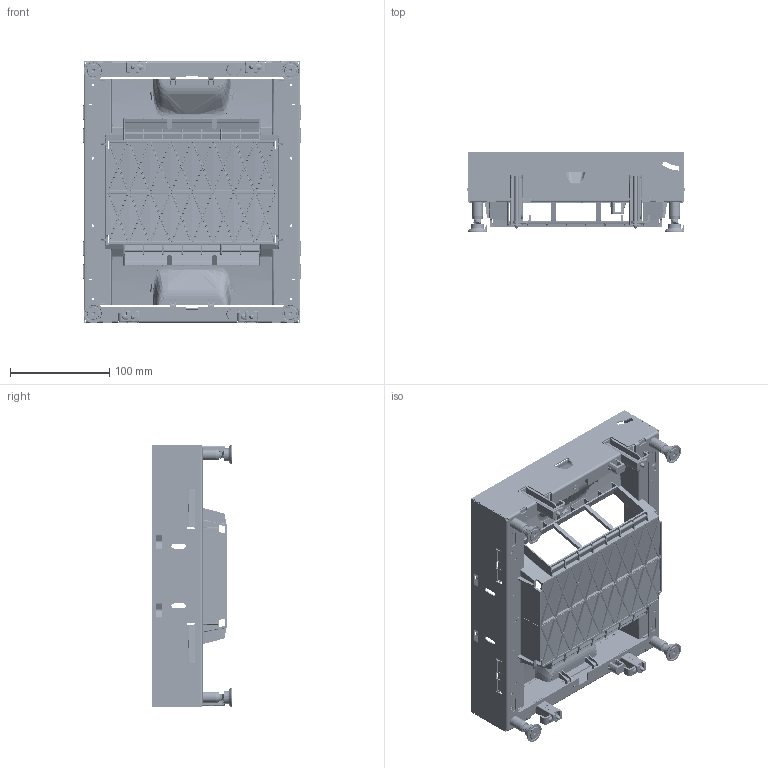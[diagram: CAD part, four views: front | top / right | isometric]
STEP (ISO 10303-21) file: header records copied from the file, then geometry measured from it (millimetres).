
FILE_DESCRIPTION(('CATIA V5 STEP Exchange','CAx-IF Rec.Pracs.--- Model Styling and Organization---1.4--- 2014-01-23'),'2;1');
FILE_NAME('088124.stp','2019-02-26T08:24:24+00:00',('none'),('none'),'CATIA Version 5-6 Release 2017 SP3','CATIA V5 STEP AP214','none');
FILE_SCHEMA(('AUTOMOTIVE_DESIGN { 1 0 10303 214 1 1 1 1 }'));
Products named in the file (16): A011424; D008023; A011401_A; D008015_A; CJ00494_A; D008016_A; D008017; D008014; D008018_A; D008818; D008816; Etiquette 45x30; D009982; ASS sup VT 12mod; D004943_A_Vertical Support Mosaic 6M; Crossing fingers
Assembly tree (30 placements, depth 3):
  A011424
    D008023
    A011401_A  x4
      D008015_A
      CJ00494_A
      D008016_A
    D008017  x4
    D008014  x4
    D008018_A  x4
    D008818  x2
    D008816  x2
    Etiquette 45x30
    D009982
    ASS sup VT 12mod  x2
      D004943_A_Vertical Support Mosaic 6M
      Crossing fingers
Bounding box: 219.95 x 81 x 264.59 mm (x, y, z)
Volume: 267419 mm3; surface area: 379686 mm2
Topology: 35 solids, 35 shells, 8969 faces, 23578 edges, 14365 vertices
Faces by surface type: plane 3738, cylinder 2379, bspline 1970, sphere 496, cone 232, torus 140, extrusion 14
Entity records: 132079 total; most frequent: CARTESIAN_POINT 54944, ORIENTED_EDGE 18742, DIRECTION 10825, EDGE_CURVE 9371, VERTEX_POINT 5858, VECTOR 4818, LINE 4811, EDGE_LOOP 3801
